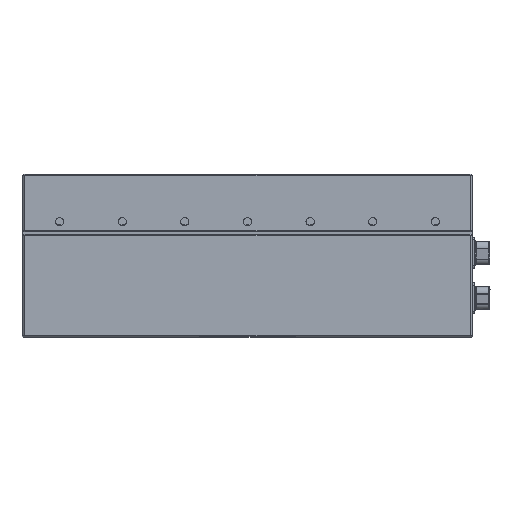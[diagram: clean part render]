
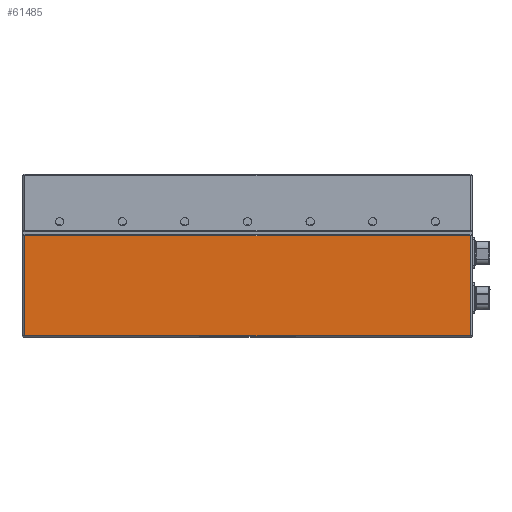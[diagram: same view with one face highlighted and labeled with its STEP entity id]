
A CAD part, top view. The second image highlights one B-rep face of the part: STEP entity #61485.
In plain terms, the highlighted planar face has unit normal (0, 0, 1).
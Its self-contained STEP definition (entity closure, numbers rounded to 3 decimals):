
#4121 = VECTOR ( 'NONE', #58292, 1000. ) ;
#5873 = LINE ( 'NONE', #100248, #81843 ) ;
#11478 = EDGE_LOOP ( 'NONE', ( #42919, #43409, #79129, #26611 ) ) ;
#11684 = CARTESIAN_POINT ( 'NONE',  ( -36.732, 26.797, 139.815 ) ) ;
#13433 = VERTEX_POINT ( 'NONE', #17849 ) ;
#13588 = LINE ( 'NONE', #38256, #16532 ) ;
#14213 = CARTESIAN_POINT ( 'NONE',  ( 142.268, 26.797, 139.815 ) ) ;
#14389 = EDGE_CURVE ( 'NONE', #88866, #13433, #26771, .T. ) ;
#16532 = VECTOR ( 'NONE', #93764, 1000. ) ;
#17849 = CARTESIAN_POINT ( 'NONE',  ( -35.732, 26.797, 139.815 ) ) ;
#26611 = ORIENTED_EDGE ( 'NONE', *, *, #65267, .F. ) ;
#26771 = LINE ( 'NONE', #98048, #86295 ) ;
#29997 = DIRECTION ( 'NONE',  ( -1., 0., 0. ) ) ;
#38256 = CARTESIAN_POINT ( 'NONE',  ( 142.268, 36.297, 139.815 ) ) ;
#39693 = PLANE ( 'NONE',  #54255 ) ;
#39803 = VERTEX_POINT ( 'NONE', #14213 ) ;
#42919 = ORIENTED_EDGE ( 'NONE', *, *, #14389, .F. ) ;
#43409 = ORIENTED_EDGE ( 'NONE', *, *, #87468, .F. ) ;
#43545 = EDGE_CURVE ( 'NONE', #39803, #82831, #13588, .T. ) ;
#47021 = DIRECTION ( 'NONE',  ( 0., 0., -1. ) ) ;
#49502 = CARTESIAN_POINT ( 'NONE',  ( 142.268, -13.203, 139.815 ) ) ;
#54255 = AXIS2_PLACEMENT_3D ( 'NONE', #96243, #47021, #78979 ) ;
#54850 = FACE_OUTER_BOUND ( 'NONE', #11478, .T. ) ;
#58292 = DIRECTION ( 'NONE',  ( 1., 0., 0. ) ) ;
#58832 = LINE ( 'NONE', #11684, #4121 ) ;
#61485 = ADVANCED_FACE ( 'NONE', ( #54850 ), #39693, .F. ) ;
#65267 = EDGE_CURVE ( 'NONE', #13433, #39803, #58832, .T. ) ;
#78979 = DIRECTION ( 'NONE',  ( 0., 1., 0. ) ) ;
#79129 = ORIENTED_EDGE ( 'NONE', *, *, #43545, .F. ) ;
#81843 = VECTOR ( 'NONE', #29997, 1000. ) ;
#82831 = VERTEX_POINT ( 'NONE', #49502 ) ;
#86295 = VECTOR ( 'NONE', #99107, 1000. ) ;
#87468 = EDGE_CURVE ( 'NONE', #82831, #88866, #5873, .T. ) ;
#88866 = VERTEX_POINT ( 'NONE', #91784 ) ;
#91784 = CARTESIAN_POINT ( 'NONE',  ( -35.732, -13.203, 139.815 ) ) ;
#93764 = DIRECTION ( 'NONE',  ( 0., -1., 0. ) ) ;
#96243 = CARTESIAN_POINT ( 'NONE',  ( -36.732, 36.297, 139.815 ) ) ;
#98048 = CARTESIAN_POINT ( 'NONE',  ( -35.732, 36.297, 139.815 ) ) ;
#99107 = DIRECTION ( 'NONE',  ( 0., 1., 0. ) ) ;
#100248 = CARTESIAN_POINT ( 'NONE',  ( -36.732, -13.203, 139.815 ) ) ;
